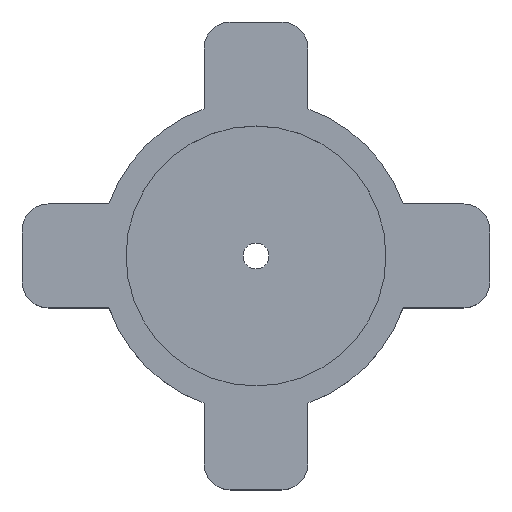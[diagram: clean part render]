
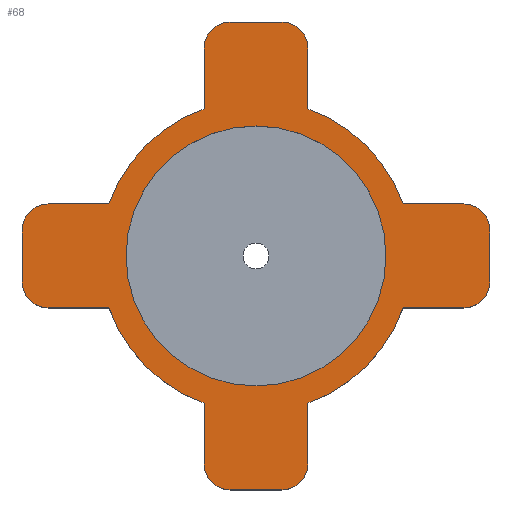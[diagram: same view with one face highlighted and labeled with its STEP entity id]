
A CAD part, top view. The second image highlights one B-rep face of the part: STEP entity #68.
In plain terms, the highlighted planar face has unit normal (0, 0, 1).
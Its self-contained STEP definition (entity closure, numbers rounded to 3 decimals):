
#68=ADVANCED_FACE('',(#225,#227),#229,.T.);
#225=FACE_BOUND('',#226,.T.);
#226=EDGE_LOOP('',(#385,#386,#387,#388,#389,#390,#391,#392,#393,#394,#395,#396,#397,
#398,#399,#400,#401,#402,#403,#404,#405,#406,#407,#408));
#227=FACE_BOUND('',#228,.T.);
#228=EDGE_LOOP('',(#409));
#229=PLANE('',#230);
#230=AXIS2_PLACEMENT_3D('',#231,#232,#233);
#231=CARTESIAN_POINT('',(0.,0.,2.));
#232=DIRECTION('',(0.,0.,1.));
#233=DIRECTION('',(-1.,0.,0.));
#385=ORIENTED_EDGE('',*,*,#510,.F.);
#386=ORIENTED_EDGE('',*,*,#507,.T.);
#387=ORIENTED_EDGE('',*,*,#511,.F.);
#388=ORIENTED_EDGE('',*,*,#504,.T.);
#389=ORIENTED_EDGE('',*,*,#501,.T.);
#390=ORIENTED_EDGE('',*,*,#499,.T.);
#391=ORIENTED_EDGE('',*,*,#512,.F.);
#392=ORIENTED_EDGE('',*,*,#497,.T.);
#393=ORIENTED_EDGE('',*,*,#513,.F.);
#394=ORIENTED_EDGE('',*,*,#494,.T.);
#395=ORIENTED_EDGE('',*,*,#492,.T.);
#396=ORIENTED_EDGE('',*,*,#489,.T.);
#397=ORIENTED_EDGE('',*,*,#514,.F.);
#398=ORIENTED_EDGE('',*,*,#487,.T.);
#399=ORIENTED_EDGE('',*,*,#515,.F.);
#400=ORIENTED_EDGE('',*,*,#484,.T.);
#401=ORIENTED_EDGE('',*,*,#482,.T.);
#402=ORIENTED_EDGE('',*,*,#479,.T.);
#403=ORIENTED_EDGE('',*,*,#516,.F.);
#404=ORIENTED_EDGE('',*,*,#477,.T.);
#405=ORIENTED_EDGE('',*,*,#517,.F.);
#406=ORIENTED_EDGE('',*,*,#474,.T.);
#407=ORIENTED_EDGE('',*,*,#472,.T.);
#408=ORIENTED_EDGE('',*,*,#509,.T.);
#409=ORIENTED_EDGE('',*,*,#469,.T.);
#469=EDGE_CURVE('',#572,#572,#573,.F.);
#472=EDGE_CURVE('',#574,#576,#578,.T.);
#474=EDGE_CURVE('',#579,#574,#581,.T.);
#477=EDGE_CURVE('',#582,#584,#586,.T.);
#479=EDGE_CURVE('',#589,#587,#590,.T.);
#482=EDGE_CURVE('',#592,#589,#594,.T.);
#484=EDGE_CURVE('',#595,#592,#597,.T.);
#487=EDGE_CURVE('',#598,#600,#602,.T.);
#489=EDGE_CURVE('',#605,#603,#606,.T.);
#492=EDGE_CURVE('',#608,#605,#610,.T.);
#494=EDGE_CURVE('',#611,#608,#613,.T.);
#497=EDGE_CURVE('',#614,#616,#618,.T.);
#499=EDGE_CURVE('',#621,#619,#622,.T.);
#501=EDGE_CURVE('',#624,#621,#625,.T.);
#504=EDGE_CURVE('',#627,#624,#629,.T.);
#507=EDGE_CURVE('',#630,#632,#634,.T.);
#509=EDGE_CURVE('',#576,#635,#637,.T.);
#510=EDGE_CURVE('',#630,#635,#638,.F.);
#511=EDGE_CURVE('',#627,#632,#639,.F.);
#512=EDGE_CURVE('',#614,#619,#640,.F.);
#513=EDGE_CURVE('',#611,#616,#641,.F.);
#514=EDGE_CURVE('',#598,#603,#642,.F.);
#515=EDGE_CURVE('',#595,#600,#643,.F.);
#516=EDGE_CURVE('',#582,#587,#644,.F.);
#517=EDGE_CURVE('',#579,#584,#645,.F.);
#572=VERTEX_POINT('',#769);
#573=CIRCLE('',#770,5.);
#574=VERTEX_POINT('',#774);
#576=VERTEX_POINT('',#778);
#578=CIRCLE('',#782,6.);
#579=VERTEX_POINT('',#786);
#581=LINE('',#790,#791);
#582=VERTEX_POINT('',#793);
#584=VERTEX_POINT('',#797);
#586=LINE('',#801,#802);
#587=VERTEX_POINT('',#804);
#589=VERTEX_POINT('',#808);
#590=LINE('',#809,#810);
#592=VERTEX_POINT('',#815);
#594=CIRCLE('',#819,6.);
#595=VERTEX_POINT('',#823);
#597=LINE('',#827,#828);
#598=VERTEX_POINT('',#830);
#600=VERTEX_POINT('',#834);
#602=LINE('',#838,#839);
#603=VERTEX_POINT('',#841);
#605=VERTEX_POINT('',#845);
#606=LINE('',#846,#847);
#608=VERTEX_POINT('',#852);
#610=CIRCLE('',#856,6.);
#611=VERTEX_POINT('',#860);
#613=LINE('',#864,#865);
#614=VERTEX_POINT('',#867);
#616=VERTEX_POINT('',#871);
#618=LINE('',#875,#876);
#619=VERTEX_POINT('',#878);
#621=VERTEX_POINT('',#882);
#622=LINE('',#883,#884);
#624=VERTEX_POINT('',#889);
#625=CIRCLE('',#890,6.);
#627=VERTEX_POINT('',#897);
#629=LINE('',#901,#902);
#630=VERTEX_POINT('',#904);
#632=VERTEX_POINT('',#908);
#634=LINE('',#912,#913);
#635=VERTEX_POINT('',#915);
#637=LINE('',#919,#920);
#638=CIRCLE('',#922,1.);
#639=CIRCLE('',#926,1.);
#640=CIRCLE('',#930,1.);
#641=CIRCLE('',#934,1.);
#642=CIRCLE('',#938,1.);
#643=CIRCLE('',#942,1.);
#644=CIRCLE('',#946,1.);
#645=CIRCLE('',#950,1.);
#769=CARTESIAN_POINT('',(-5.,0.,2.));
#770=AXIS2_PLACEMENT_3D('',#771,#772,#773);
#771=CARTESIAN_POINT('',(0.,0.,2.));
#772=DIRECTION('',(0.,0.,1.));
#773=DIRECTION('',(-1.,0.,0.));
#774=CARTESIAN_POINT('',(-5.657,-2.,2.));
#778=CARTESIAN_POINT('',(-2.,-5.657,2.));
#782=AXIS2_PLACEMENT_3D('',#783,#784,#785);
#783=CARTESIAN_POINT('',(0.,0.,2.));
#784=DIRECTION('',(0.,0.,1.));
#785=DIRECTION('',(-0.943,-0.333,0.));
#786=CARTESIAN_POINT('',(-8.,-2.,2.));
#790=CARTESIAN_POINT('',(-8.,-2.,2.));
#791=VECTOR('',#792,1.);
#792=DIRECTION('',(1.,0.,0.));
#793=CARTESIAN_POINT('',(-9.,1.,2.));
#797=CARTESIAN_POINT('',(-9.,-1.,2.));
#801=CARTESIAN_POINT('',(-9.,1.,2.));
#802=VECTOR('',#803,1.);
#803=DIRECTION('',(0.,-1.,0.));
#804=CARTESIAN_POINT('',(-8.,2.,2.));
#808=CARTESIAN_POINT('',(-5.657,2.,2.));
#809=CARTESIAN_POINT('',(-5.657,2.,2.));
#810=VECTOR('',#811,1.);
#811=DIRECTION('',(-1.,0.,0.));
#815=CARTESIAN_POINT('',(-2.,5.657,2.));
#819=AXIS2_PLACEMENT_3D('',#820,#821,#822);
#820=CARTESIAN_POINT('',(0.,0.,2.));
#821=DIRECTION('',(0.,0.,1.));
#822=DIRECTION('',(-0.333,0.943,0.));
#823=CARTESIAN_POINT('',(-2.,8.,2.));
#827=CARTESIAN_POINT('',(-2.,8.,2.));
#828=VECTOR('',#829,1.);
#829=DIRECTION('',(0.,-1.,0.));
#830=CARTESIAN_POINT('',(1.,9.,2.));
#834=CARTESIAN_POINT('',(-1.,9.,2.));
#838=CARTESIAN_POINT('',(1.,9.,2.));
#839=VECTOR('',#840,1.);
#840=DIRECTION('',(-1.,0.,0.));
#841=CARTESIAN_POINT('',(2.,8.,2.));
#845=CARTESIAN_POINT('',(2.,5.657,2.));
#846=CARTESIAN_POINT('',(2.,5.657,2.));
#847=VECTOR('',#848,1.);
#848=DIRECTION('',(0.,1.,0.));
#852=CARTESIAN_POINT('',(5.657,2.,2.));
#856=AXIS2_PLACEMENT_3D('',#857,#858,#859);
#857=CARTESIAN_POINT('',(0.,0.,2.));
#858=DIRECTION('',(0.,0.,1.));
#859=DIRECTION('',(0.943,0.333,0.));
#860=CARTESIAN_POINT('',(8.,2.,2.));
#864=CARTESIAN_POINT('',(8.,2.,2.));
#865=VECTOR('',#866,1.);
#866=DIRECTION('',(-1.,0.,0.));
#867=CARTESIAN_POINT('',(9.,-1.,2.));
#871=CARTESIAN_POINT('',(9.,1.,2.));
#875=CARTESIAN_POINT('',(9.,-1.,2.));
#876=VECTOR('',#877,1.);
#877=DIRECTION('',(0.,1.,0.));
#878=CARTESIAN_POINT('',(8.,-2.,2.));
#882=CARTESIAN_POINT('',(5.657,-2.,2.));
#883=CARTESIAN_POINT('',(5.657,-2.,2.));
#884=VECTOR('',#885,1.);
#885=DIRECTION('',(1.,0.,0.));
#889=CARTESIAN_POINT('',(2.,-5.657,2.));
#890=AXIS2_PLACEMENT_3D('',#891,#892,#893);
#891=CARTESIAN_POINT('',(0.,0.,2.));
#892=DIRECTION('',(0.,0.,1.));
#893=DIRECTION('',(0.333,-0.943,0.));
#897=CARTESIAN_POINT('',(2.,-8.,2.));
#901=CARTESIAN_POINT('',(2.,-8.,2.));
#902=VECTOR('',#903,1.);
#903=DIRECTION('',(0.,1.,0.));
#904=CARTESIAN_POINT('',(-1.,-9.,2.));
#908=CARTESIAN_POINT('',(1.,-9.,2.));
#912=CARTESIAN_POINT('',(-1.,-9.,2.));
#913=VECTOR('',#914,1.);
#914=DIRECTION('',(1.,0.,0.));
#915=CARTESIAN_POINT('',(-2.,-8.,2.));
#919=CARTESIAN_POINT('',(-2.,-5.657,2.));
#920=VECTOR('',#921,1.);
#921=DIRECTION('',(0.,-1.,0.));
#922=AXIS2_PLACEMENT_3D('',#923,#924,#925);
#923=CARTESIAN_POINT('',(-1.,-8.,2.));
#924=DIRECTION('',(0.,0.,1.));
#925=DIRECTION('',(-1.,0.,0.));
#926=AXIS2_PLACEMENT_3D('',#927,#928,#929);
#927=CARTESIAN_POINT('',(1.,-8.,2.));
#928=DIRECTION('',(0.,0.,1.));
#929=DIRECTION('',(0.,-1.,0.));
#930=AXIS2_PLACEMENT_3D('',#931,#932,#933);
#931=CARTESIAN_POINT('',(8.,-1.,2.));
#932=DIRECTION('',(0.,0.,1.));
#933=DIRECTION('',(0.,-1.,0.));
#934=AXIS2_PLACEMENT_3D('',#935,#936,#937);
#935=CARTESIAN_POINT('',(8.,1.,2.));
#936=DIRECTION('',(0.,0.,1.));
#937=DIRECTION('',(1.,0.,0.));
#938=AXIS2_PLACEMENT_3D('',#939,#940,#941);
#939=CARTESIAN_POINT('',(1.,8.,2.));
#940=DIRECTION('',(0.,0.,1.));
#941=DIRECTION('',(1.,0.,0.));
#942=AXIS2_PLACEMENT_3D('',#943,#944,#945);
#943=CARTESIAN_POINT('',(-1.,8.,2.));
#944=DIRECTION('',(0.,0.,1.));
#945=DIRECTION('',(0.,1.,0.));
#946=AXIS2_PLACEMENT_3D('',#947,#948,#949);
#947=CARTESIAN_POINT('',(-8.,1.,2.));
#948=DIRECTION('',(0.,0.,1.));
#949=DIRECTION('',(0.,1.,0.));
#950=AXIS2_PLACEMENT_3D('',#951,#952,#953);
#951=CARTESIAN_POINT('',(-8.,-1.,2.));
#952=DIRECTION('',(0.,0.,1.));
#953=DIRECTION('',(-1.,0.,0.));
